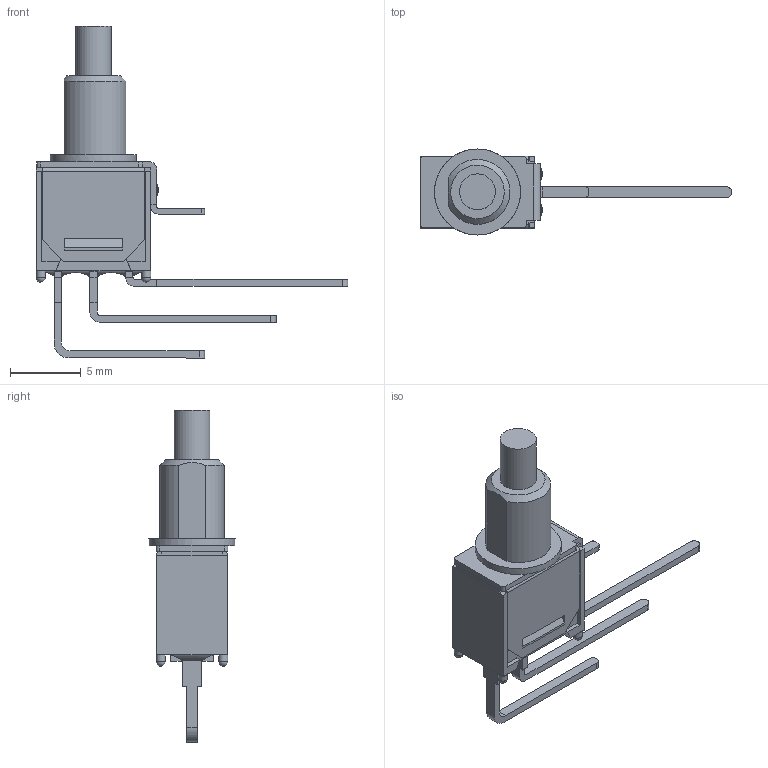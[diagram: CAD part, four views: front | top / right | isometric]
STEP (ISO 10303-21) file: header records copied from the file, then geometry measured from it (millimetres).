
FILE_DESCRIPTION(/* description */ (''),/* implementation_level */ '2;1');
FILE_NAME(/* name */ '800SPxB6M7xE.stp',/* time_stamp */ '2025-05-16T10:47:31-05:00',/* author */ ('mroman'),/* organization */ (''),/* preprocessor_version */ 'ST-DEVELOPER v18.1',/* originating_system */ 'Autodesk Inventor 2022',/* authorisation */ '');
FILE_SCHEMA (('AUTOMOTIVE_DESIGN { 1 0 10303 214 3 1 1 }'));
Length unit declared in the file: centimetre
Products named in the file (1): 800SPxB6M7xE
Bounding box: 22.1 x 6.1 x 23.54 mm (x, y, z)
Volume: 310.2 mm3; surface area: 953.5 mm2
Topology: 1 solids, 3 shells, 193 faces, 523 edges, 333 vertices
Faces by surface type: plane 150, cylinder 34, sphere 4, cone 3, bspline 2
Full cylindrical faces by diameter (mm): 0.65 x4, 2.54 x2, 6.1 x1
Entity records: 6114 total; most frequent: CARTESIAN_POINT 1188, ORIENTED_EDGE 1038, DIRECTION 985, EDGE_CURVE 519, LINE 419, VECTOR 419, VERTEX_POINT 333, AXIS2_PLACEMENT_3D 283
